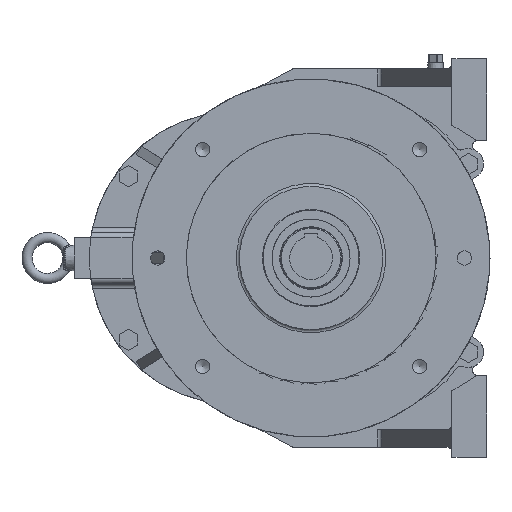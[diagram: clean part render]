
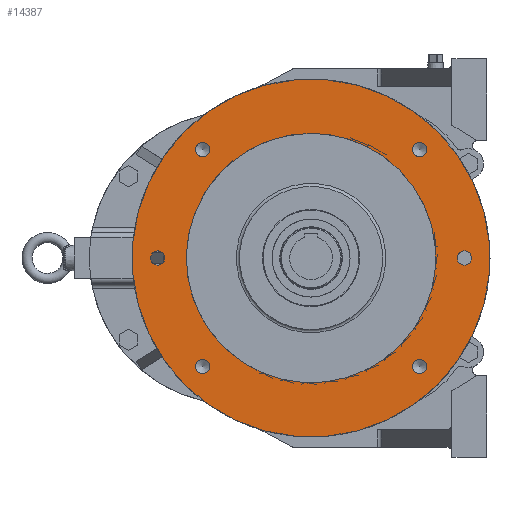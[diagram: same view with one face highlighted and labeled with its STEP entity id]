
A CAD part, left-side view. The second image highlights one B-rep face of the part: STEP entity #14387.
In plain terms, the highlighted planar face has unit normal (-1, 0, 0).
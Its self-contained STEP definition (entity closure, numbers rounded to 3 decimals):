
#37 = CIRCLE ( 'NONE', #16930, 122. ) ;
#140 = FACE_BOUND ( 'NONE', #11454, .T. ) ;
#180 = VERTEX_POINT ( 'NONE', #28879 ) ;
#309 = DIRECTION ( 'NONE',  ( 0., -0.707, 0.707 ) ) ;
#817 = ORIENTED_EDGE ( 'NONE', *, *, #26314, .F. ) ;
#964 = EDGE_LOOP ( 'NONE', ( #20992 ) ) ;
#1140 = ORIENTED_EDGE ( 'NONE', *, *, #3511, .F. ) ;
#2111 = VERTEX_POINT ( 'NONE', #11879 ) ;
#2410 = EDGE_LOOP ( 'NONE', ( #13886 ) ) ;
#2754 = CIRCLE ( 'NONE', #30389, 7. ) ;
#2919 = EDGE_LOOP ( 'NONE', ( #13317 ) ) ;
#3014 = FACE_BOUND ( 'NONE', #21183, .T. ) ;
#3058 = DIRECTION ( 'NONE',  ( -1., 0., 0. ) ) ;
#3511 = EDGE_CURVE ( 'NONE', #180, #180, #37, .T. ) ;
#3541 = VERTEX_POINT ( 'NONE', #28192 ) ;
#3573 = DIRECTION ( 'NONE',  ( -1., 0., 0. ) ) ;
#3638 = CARTESIAN_POINT ( 'NONE',  ( -192.5, -169.341, -106.066 ) ) ;
#4029 = CARTESIAN_POINT ( 'NONE',  ( -192.5, 81.775, 4.95 ) ) ;
#4060 = DIRECTION ( 'NONE',  ( 0., -0.707, 0.707 ) ) ;
#4989 = CIRCLE ( 'NONE', #22846, 7. ) ;
#5276 = FACE_BOUND ( 'NONE', #2919, .T. ) ;
#5329 = CIRCLE ( 'NONE', #6336, 7. ) ;
#5452 = EDGE_CURVE ( 'NONE', #2111, #2111, #23712, .T. ) ;
#6010 = ORIENTED_EDGE ( 'NONE', *, *, #6377, .F. ) ;
#6326 = DIRECTION ( 'NONE',  ( -1., 0., 0. ) ) ;
#6336 = AXIS2_PLACEMENT_3D ( 'NONE', #31140, #12081, #30980 ) ;
#6377 = EDGE_CURVE ( 'NONE', #14445, #14445, #30845, .T. ) ;
#6733 = CARTESIAN_POINT ( 'NONE',  ( -192.5, -63.275, 0. ) ) ;
#7009 = CIRCLE ( 'NONE', #7936, 7. ) ;
#7936 = AXIS2_PLACEMENT_3D ( 'NONE', #15336, #25127, #13259 ) ;
#8172 = VERTEX_POINT ( 'NONE', #30282 ) ;
#8333 = CARTESIAN_POINT ( 'NONE',  ( -192.5, -174.291, -101.116 ) ) ;
#9037 = CARTESIAN_POINT ( 'NONE',  ( -192.5, -169.341, 106.066 ) ) ;
#9756 = FACE_BOUND ( 'NONE', #17854, .T. ) ;
#10569 = CARTESIAN_POINT ( 'NONE',  ( -192.5, -218.225, 4.95 ) ) ;
#10825 = DIRECTION ( 'NONE',  ( 0., -0.707, 0.707 ) ) ;
#11055 = VERTEX_POINT ( 'NONE', #4029 ) ;
#11454 = EDGE_LOOP ( 'NONE', ( #31226 ) ) ;
#11793 = CIRCLE ( 'NONE', #28170, 7. ) ;
#11879 = CARTESIAN_POINT ( 'NONE',  ( -192.5, -187.019, 123.744 ) ) ;
#12081 = DIRECTION ( 'NONE',  ( -1., 0., 0. ) ) ;
#12141 = EDGE_CURVE ( 'NONE', #8172, #8172, #7009, .T. ) ;
#12950 = AXIS2_PLACEMENT_3D ( 'NONE', #9037, #6326, #23445 ) ;
#12985 = VERTEX_POINT ( 'NONE', #8333 ) ;
#13259 = DIRECTION ( 'NONE',  ( 0., -0.707, 0.707 ) ) ;
#13317 = ORIENTED_EDGE ( 'NONE', *, *, #29728, .F. ) ;
#13696 = CARTESIAN_POINT ( 'NONE',  ( -192.5, 86.725, 0. ) ) ;
#13886 = ORIENTED_EDGE ( 'NONE', *, *, #5452, .T. ) ;
#14387 = ADVANCED_FACE ( 'NONE', ( #140, #9756, #5276, #15021, #29624, #3014, #19529, #19692 ), #24646, .T. ) ;
#14445 = VERTEX_POINT ( 'NONE', #24222 ) ;
#15021 = FACE_BOUND ( 'NONE', #29700, .T. ) ;
#15222 = VERTEX_POINT ( 'NONE', #10569 ) ;
#15336 = CARTESIAN_POINT ( 'NONE',  ( -192.5, 42.791, 106.066 ) ) ;
#16492 = EDGE_CURVE ( 'NONE', #12985, #12985, #4989, .T. ) ;
#16930 = AXIS2_PLACEMENT_3D ( 'NONE', #6733, #18911, #19059 ) ;
#17046 = AXIS2_PLACEMENT_3D ( 'NONE', #30632, #3573, #4060 ) ;
#17113 = CARTESIAN_POINT ( 'NONE',  ( -192.5, -187.019, -123.744 ) ) ;
#17312 = CARTESIAN_POINT ( 'NONE',  ( -192.5, -213.275, 0. ) ) ;
#17854 = EDGE_LOOP ( 'NONE', ( #6010 ) ) ;
#18911 = DIRECTION ( 'NONE',  ( -1., 0., 0. ) ) ;
#19059 = DIRECTION ( 'NONE',  ( 0., 0., 1. ) ) ;
#19199 = AXIS2_PLACEMENT_3D ( 'NONE', #17113, #22222, #309 ) ;
#19529 = FACE_OUTER_BOUND ( 'NONE', #2410, .T. ) ;
#19692 = FACE_BOUND ( 'NONE', #27477, .T. ) ;
#19886 = DIRECTION ( 'NONE',  ( 0., -0.707, 0.707 ) ) ;
#20992 = ORIENTED_EDGE ( 'NONE', *, *, #16492, .F. ) ;
#21022 = EDGE_CURVE ( 'NONE', #15222, #15222, #11793, .T. ) ;
#21183 = EDGE_LOOP ( 'NONE', ( #817 ) ) ;
#22222 = DIRECTION ( 'NONE',  ( -1., 0., 0. ) ) ;
#22846 = AXIS2_PLACEMENT_3D ( 'NONE', #3638, #27665, #10825 ) ;
#23445 = DIRECTION ( 'NONE',  ( 0., -0.707, 0.707 ) ) ;
#23493 = ORIENTED_EDGE ( 'NONE', *, *, #21022, .F. ) ;
#23712 = CIRCLE ( 'NONE', #17046, 175. ) ;
#24222 = CARTESIAN_POINT ( 'NONE',  ( -192.5, -174.291, 111.016 ) ) ;
#24646 = PLANE ( 'NONE',  #19199 ) ;
#25127 = DIRECTION ( 'NONE',  ( -1., 0., 0. ) ) ;
#25244 = DIRECTION ( 'NONE',  ( 0., -0.707, 0.707 ) ) ;
#26314 = EDGE_CURVE ( 'NONE', #3541, #3541, #5329, .T. ) ;
#27477 = EDGE_LOOP ( 'NONE', ( #1140 ) ) ;
#27665 = DIRECTION ( 'NONE',  ( -1., 0., 0. ) ) ;
#28170 = AXIS2_PLACEMENT_3D ( 'NONE', #17312, #3058, #19886 ) ;
#28192 = CARTESIAN_POINT ( 'NONE',  ( -192.5, 37.841, -101.116 ) ) ;
#28277 = DIRECTION ( 'NONE',  ( -1., 0., 0. ) ) ;
#28879 = CARTESIAN_POINT ( 'NONE',  ( -192.5, -63.275, 122. ) ) ;
#29624 = FACE_BOUND ( 'NONE', #964, .T. ) ;
#29700 = EDGE_LOOP ( 'NONE', ( #23493 ) ) ;
#29728 = EDGE_CURVE ( 'NONE', #11055, #11055, #2754, .T. ) ;
#30282 = CARTESIAN_POINT ( 'NONE',  ( -192.5, 37.841, 111.016 ) ) ;
#30389 = AXIS2_PLACEMENT_3D ( 'NONE', #13696, #28277, #25244 ) ;
#30632 = CARTESIAN_POINT ( 'NONE',  ( -192.5, -63.275, 0. ) ) ;
#30845 = CIRCLE ( 'NONE', #12950, 7. ) ;
#30980 = DIRECTION ( 'NONE',  ( 0., -0.707, 0.707 ) ) ;
#31140 = CARTESIAN_POINT ( 'NONE',  ( -192.5, 42.791, -106.066 ) ) ;
#31226 = ORIENTED_EDGE ( 'NONE', *, *, #12141, .F. ) ;
